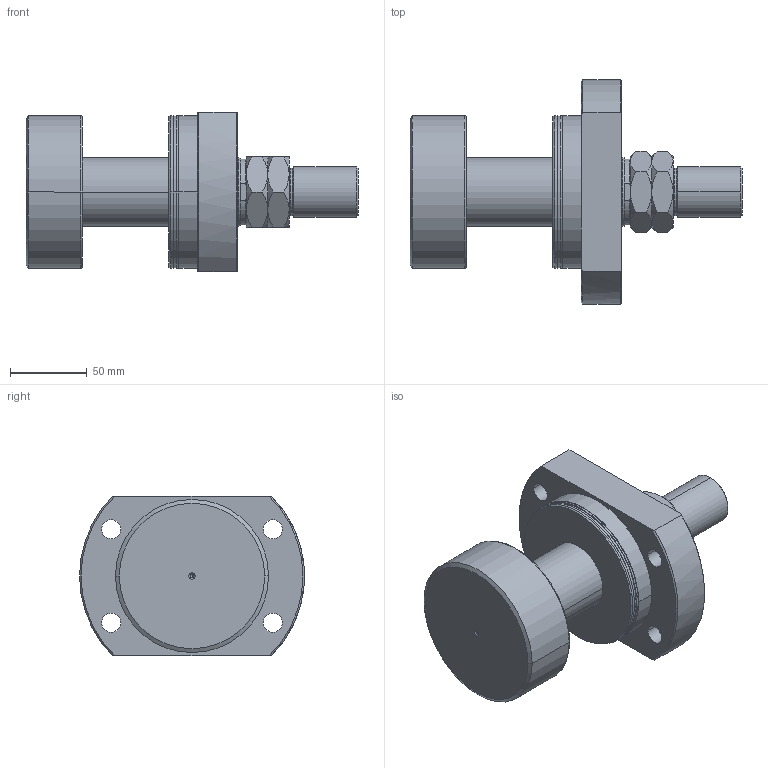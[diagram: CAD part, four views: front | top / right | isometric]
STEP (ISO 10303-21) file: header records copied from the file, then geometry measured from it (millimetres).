
FILE_DESCRIPTION (( 'STEP AP203' ), '1' );
FILE_NAME ('05e8.STEP', '2024-01-08T12:40:53', ( '' ), ( '' ), 'SwSTEP 2.0', 'SolidWorks 2019', '' );
FILE_SCHEMA (( 'CONFIG_CONTROL_DESIGN' ));
Length unit declared in the file: millimetre
Products named in the file (4): V400CL_PC_Y ade2604909c87d12f54cec4e3dd657b3; MTA ade2604909c87d12f54cec4e3dd657b3; V400CL_VC_X ade2604909c87d12f54cec4e3dd657b3; 05e8
Assembly tree (3 placements, depth 2):
  05e8
    V400CL_VC_X ade2604909c87d12f54cec4e3dd657b3
    V400CL_PC_Y ade2604909c87d12f54cec4e3dd657b3
    MTA ade2604909c87d12f54cec4e3dd657b3
Bounding box: 217 x 147 x 104 mm (x, y, z)
Volume: 960540 mm3; surface area: 107266.3 mm2
Topology: 3 solids, 3 shells, 152 faces, 332 edges, 197 vertices
Faces by surface type: cone 56, cylinder 51, plane 41, torus 4
Entity records: 4881 total; most frequent: CARTESIAN_POINT 1147, DIRECTION 739, ORIENTED_EDGE 656, EDGE_CURVE 328, AXIS2_PLACEMENT_3D 317, VERTEX_POINT 197, EDGE_LOOP 177, CIRCLE 159
